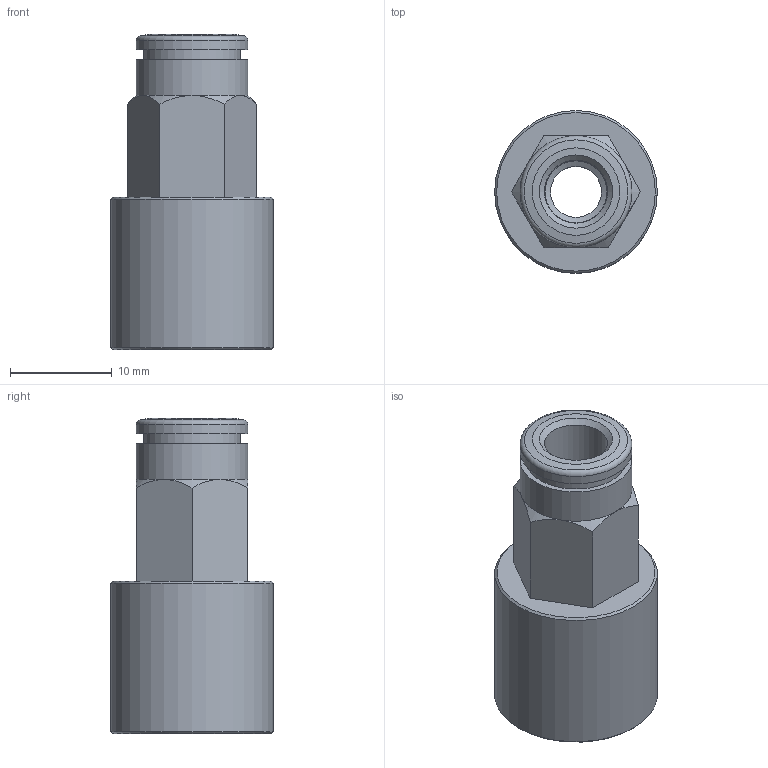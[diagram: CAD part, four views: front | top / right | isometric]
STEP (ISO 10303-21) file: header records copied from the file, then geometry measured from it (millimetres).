
FILE_DESCRIPTION(/* description */ (''),/* implementation_level */ '2;1');
FILE_NAME(/* name */ 'V200206_IPSO_02_6_G14_10.01.17',/* time_stamp */ '2017-01-10T11:41:19+01:00',/* author */ (''),/* organization */ ('sopra-pneumatic'),/* preprocessor_version */ 'ST-DEVELOPER v16.5',/* originating_system */ 'HiCAD 2016 2102.0 Build 402',/* authorisation */ '');
FILE_SCHEMA (('AUTOMOTIVE_DESIGN { 1 0 10303 214 1 1 1 1 }'));
Length unit declared in the file: millimetre
Products named in the file (3): Root; DR6-1_NEU; R200206-i1
Assembly tree (2 placements, depth 2):
  Root
    DR6-1_NEU
    R200206-i1
Bounding box: 16 x 16 x 31 mm (x, y, z)
Volume: 2533.2 mm3; surface area: 2960 mm2
Topology: 2 solids, 2 shells, 43 faces, 89 edges, 54 vertices
Faces by surface type: cone 17, plane 14, cylinder 11, torus 1
Full cylindrical faces by diameter (mm): 5 x1, 6.1 x1, 6.2 x1, 8.3 x1, 9 x1, 9.5 x1, 9.6 x1, 11 x2, 11.445 x1, 16 x1
Entity records: 1641 total; most frequent: DIRECTION 202, CARTESIAN_POINT 155, PRESENTATION_STYLE_ASSIGNMENT 122, COLOUR_RGB 121, DRAUGHTING_PRE_DEFINED_CURVE_FONT 120, CURVE_STYLE 120, OVER_RIDING_STYLED_ITEM 120, ORIENTED_EDGE 120
